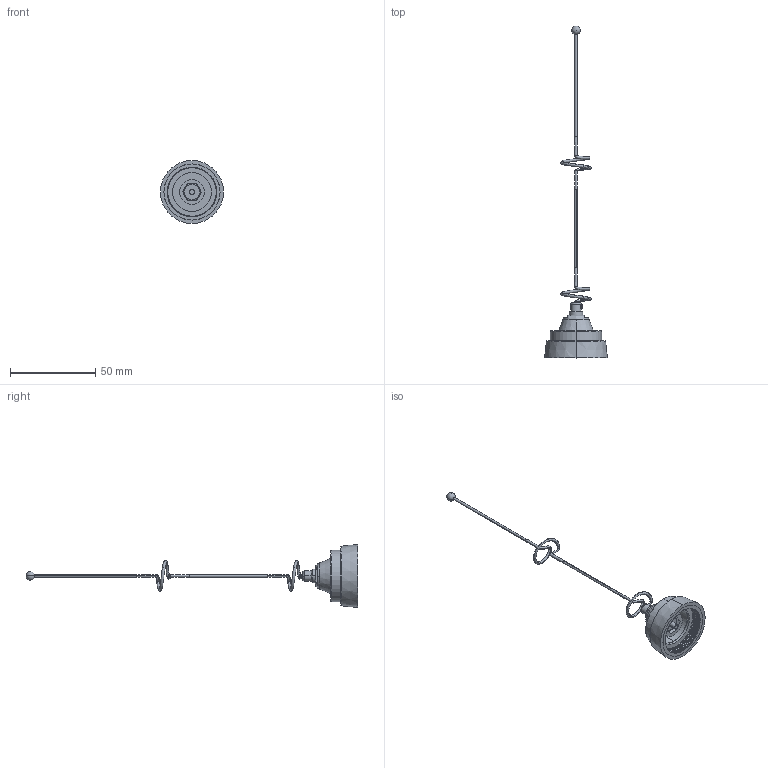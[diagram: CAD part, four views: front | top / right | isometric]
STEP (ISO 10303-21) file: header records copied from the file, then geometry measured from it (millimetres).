
FILE_DESCRIPTION (( 'STEP AP214' ), '1' );
FILE_NAME ('HG2405U-NMO.STEP', '2018-07-19T16:05:17', ( '' ), ( '' ), 'SwSTEP 2.0', 'SolidWorks 2017', '' );
FILE_SCHEMA (( 'AUTOMOTIVE_DESIGN' ));
Length unit declared in the file: millimetre
Products named in the file (11): HG2405U-NMO; HG2405U-NMO_SetScrew; HG2405U-NMO_Base_WrenchCap; HG2405U-NMO_Antenna Wire; HG2405U-NMO_Base; HG2405U-NMO_Base Thread Insert; HG2405U-NMO_1-3; HG2405U-NMO_1-2; HG2405U-NMO_1-1; HG2405U-NMO_1; HG2405U-NMO_Base top
Assembly tree (11 placements, depth 3):
  HG2405U-NMO
    HG2405U-NMO_Base
    HG2405U-NMO_Base Thread Insert
    HG2405U-NMO_Base top
    HG2405U-NMO_Antenna Wire
      HG2405U-NMO_1  x2
      HG2405U-NMO_1-1
      HG2405U-NMO_1-2
      HG2405U-NMO_1-3
    HG2405U-NMO_Base_WrenchCap
    HG2405U-NMO_SetScrew
Bounding box: 37 x 195 x 37 mm (x, y, z)
Volume: 10397.9 mm3; surface area: 11034.9 mm2
Topology: 8 solids, 12 shells, 165 faces, 510 edges, 334 vertices
Faces by surface type: plane 55, cylinder 42, bspline 38, cone 22, torus 6, sphere 2
Entity records: 12498 total; most frequent: CARTESIAN_POINT 8153, ORIENTED_EDGE 950, DIRECTION 666, EDGE_CURVE 479, VERTEX_POINT 315, AXIS2_PLACEMENT_3D 263, B_SPLINE_CURVE_WITH_KNOTS 210, EDGE_LOOP 170
